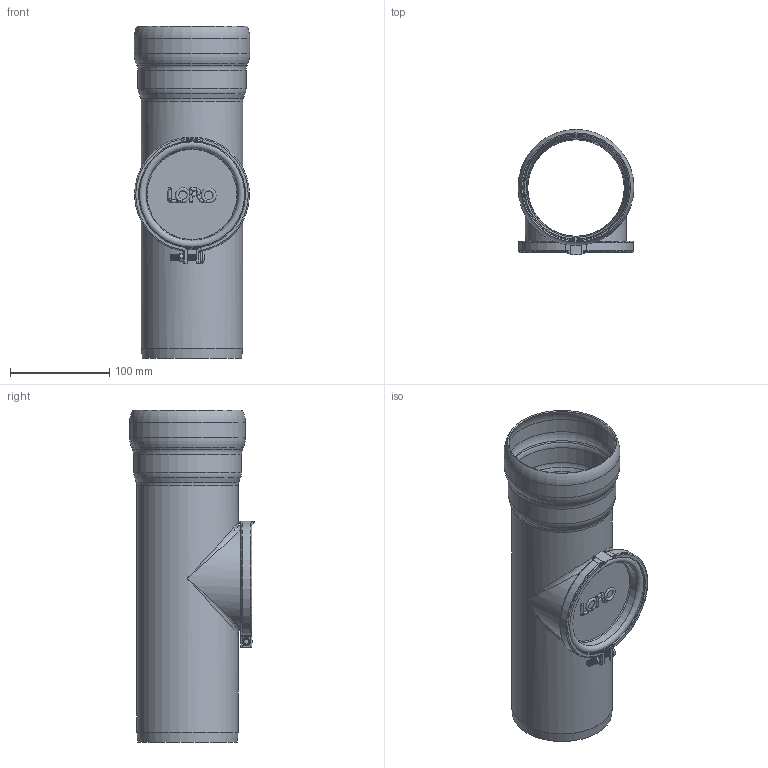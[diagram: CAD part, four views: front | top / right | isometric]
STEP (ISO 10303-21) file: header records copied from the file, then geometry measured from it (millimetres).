
FILE_DESCRIPTION(/* description */ (''),/* implementation_level */ '2;1');
FILE_NAME(/* name */ '00550.100X_3D.stp',/* time_stamp */ '2024-12-11T12:57:22+01:00',/* author */ ('CAD'),/* organization */ (''),/* preprocessor_version */ 'ST-DEVELOPER v20',/* originating_system */ 'AutoCAD Mechanical',/* authorisation */ '');
FILE_SCHEMA (('AUTOMOTIVE_DESIGN { 1 0 10303 214 3 1 1 }'));
Length unit declared in the file: millimetre
Products named in the file (3): Product; *S1; 1
Assembly tree (2 placements, depth 2):
  Product
    *S1
    1
Bounding box: 117 x 126.05 x 335 mm (x, y, z)
Volume: 199693.2 mm3; surface area: 261584.3 mm2
Topology: 7 solids, 7 shells, 793 faces, 1976 edges, 1198 vertices
Faces by surface type: bspline 349, plane 222, cone 96, cylinder 80, torus 40, sphere 6
Full cylindrical faces by diameter (mm): 7 x2, 12 x1, 93 x1, 96 x2, 99 x1, 102 x1, 106 x1, 109 x1, 114 x1, 117 x1
Entity records: 36893 total; most frequent: CARTESIAN_POINT 20597, ORIENTED_EDGE 3712, DIRECTION 2794, EDGE_CURVE 1856, LINE 1340, VECTOR 1340, VERTEX_POINT 1192, AXIS2_PLACEMENT_3D 727
